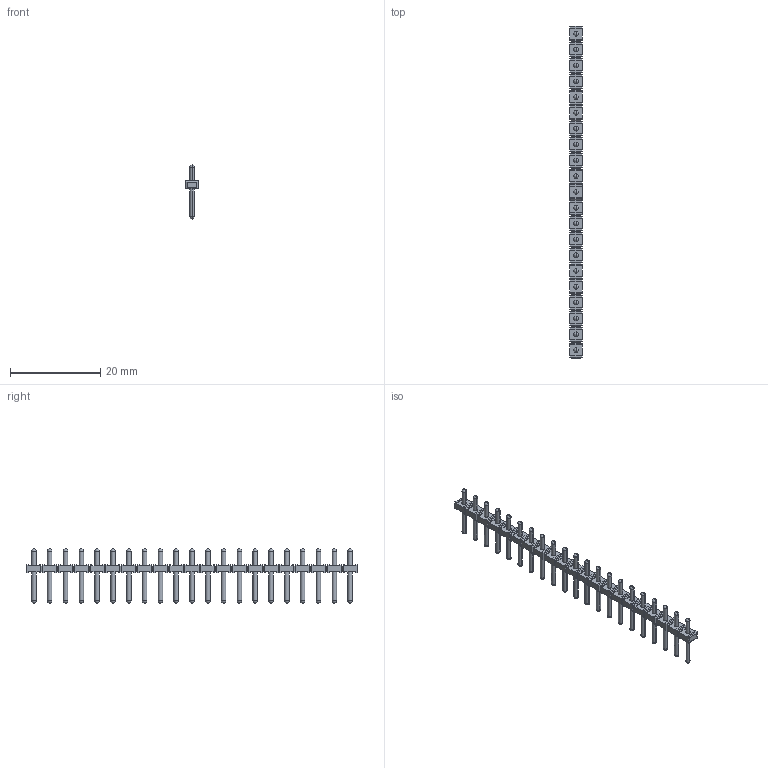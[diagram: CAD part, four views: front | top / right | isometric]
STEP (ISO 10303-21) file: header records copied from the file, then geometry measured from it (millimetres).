
FILE_DESCRIPTION((''),'2;1');
FILE_NAME('1111','2024-09-29T11:55:14',('tluser'),(''),'CREO PARAMETRIC BY PTC INC, 2018100','CREO PARAMETRIC BY PTC INC, 2018100','');
FILE_SCHEMA(('CONFIG_CONTROL_DESIGN'));
Length unit declared in the file: millimetre
Products named in the file (1): 1111
Bounding box: 2.8 x 73.5 x 12 mm (x, y, z)
Volume: 472.7 mm3; surface area: 1405.9 mm2
Topology: 1 solids, 1 shells, 678 faces, 1608 edges, 890 vertices
Faces by surface type: plane 510, cylinder 84, sphere 84
Entity records: 18254 total; most frequent: DIRECTION 3132, CARTESIAN_POINT 3092, ORIENTED_EDGE 3048, EDGE_CURVE 1524, VECTOR 1272, LINE 1272, AXIS2_PLACEMENT_3D 930, VERTEX_POINT 890
